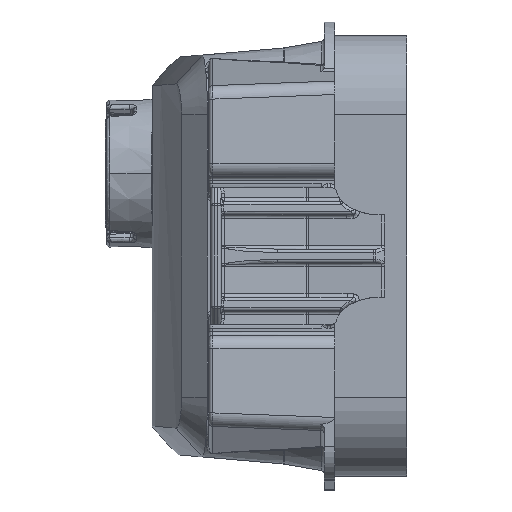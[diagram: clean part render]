
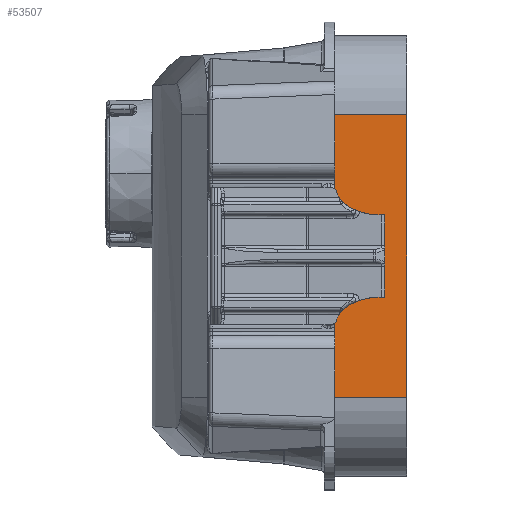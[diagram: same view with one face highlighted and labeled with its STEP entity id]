
A CAD part, left-side view. The second image highlights one B-rep face of the part: STEP entity #53507.
In plain terms, the highlighted planar face has unit normal (-1, 0, 0).
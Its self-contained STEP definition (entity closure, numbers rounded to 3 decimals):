
#35=DIRECTION('',(0.,0.,-1.));
#36=VECTOR('',#35,41.1);
#37=CARTESIAN_POINT('',(-56.,6.8,20.55));
#38=LINE('',#37,#36);
#16839=DIRECTION('',(0.,1.,0.));
#16840=VECTOR('',#16839,10.5);
#16841=CARTESIAN_POINT('',(-56.,-3.7,-20.55));
#16842=LINE('',#16841,#16840);
#16852=DIRECTION('',(0.,1.,0.));
#16853=VECTOR('',#16852,10.5);
#16854=CARTESIAN_POINT('',(-56.,-3.7,20.55));
#16855=LINE('',#16854,#16853);
#16856=DIRECTION('',(0.,0.,-1.));
#16857=VECTOR('',#16856,41.1);
#16858=CARTESIAN_POINT('',(-56.,-3.7,20.55));
#16859=LINE('',#16858,#16857);
#22210=CARTESIAN_POINT('',(-56.,-3.7,20.55));
#22211=CARTESIAN_POINT('',(-56.,6.8,20.55));
#22212=VERTEX_POINT('',#22210);
#22213=VERTEX_POINT('',#22211);
#22222=CARTESIAN_POINT('',(-56.,-3.7,-20.55));
#22223=CARTESIAN_POINT('',(-56.,6.8,-20.55));
#22224=VERTEX_POINT('',#22222);
#22225=VERTEX_POINT('',#22223);
#53495=CARTESIAN_POINT('',(-56.,-3.7,20.55));
#53496=DIRECTION('',(-1.,0.,0.));
#53497=DIRECTION('',(0.,1.,0.));
#53498=AXIS2_PLACEMENT_3D('',#53495,#53496,#53497);
#53499=PLANE('',#53498);
#53501=ORIENTED_EDGE('',*,*,#53500,.F.);
#53502=ORIENTED_EDGE('',*,*,#53449,.T.);
#53503=ORIENTED_EDGE('',*,*,#53487,.T.);
#53504=ORIENTED_EDGE('',*,*,#26383,.F.);
#53505=EDGE_LOOP('',(#53501,#53502,#53503,#53504));
#53506=FACE_OUTER_BOUND('',#53505,.F.);
#53507=ADVANCED_FACE('',(#53506),#53499,.T.);
#26383=EDGE_CURVE('',#22213,#22225,#38,.T.);
#53449=EDGE_CURVE('',#22212,#22224,#16859,.T.);
#53487=EDGE_CURVE('',#22224,#22225,#16842,.T.);
#53500=EDGE_CURVE('',#22212,#22213,#16855,.T.);
